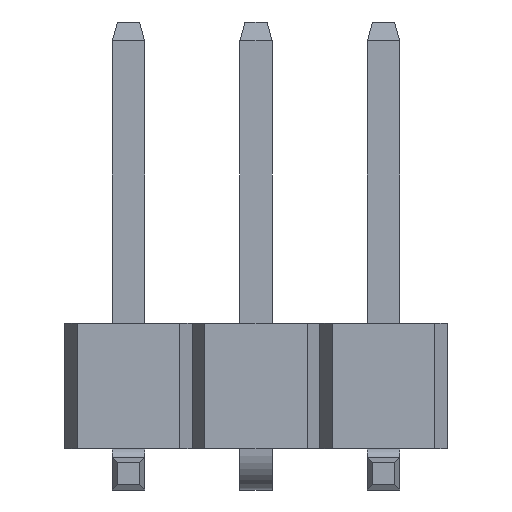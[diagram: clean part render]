
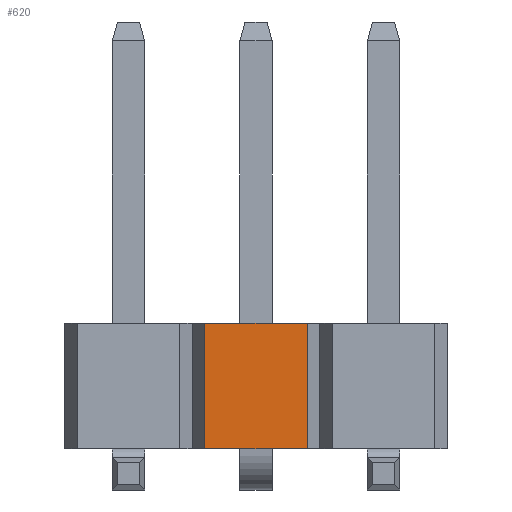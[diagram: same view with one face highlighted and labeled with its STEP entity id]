
A CAD part, front view. The second image highlights one B-rep face of the part: STEP entity #620.
In plain terms, the highlighted planar face has unit normal (0, -1, 0).
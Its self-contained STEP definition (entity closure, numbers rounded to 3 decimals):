
#398 = PLANE ( 'NONE',  #1982 ) ;
#543 = VECTOR ( 'NONE', #1239, 1000. ) ;
#620 = ADVANCED_FACE ( 'NONE', ( #1288 ), #398, .F. ) ;
#650 = LINE ( 'NONE', #1101, #1476 ) ;
#788 = CARTESIAN_POINT ( 'NONE',  ( -22.61, -1.25, 2.5 ) ) ;
#879 = VECTOR ( 'NONE', #2484, 1000. ) ;
#899 = VERTEX_POINT ( 'NONE', #2643 ) ;
#941 = LINE ( 'NONE', #2752, #879 ) ;
#1101 = CARTESIAN_POINT ( 'NONE',  ( -20.57, -1.25, -8.5 ) ) ;
#1171 = ORIENTED_EDGE ( 'NONE', *, *, #1998, .T. ) ;
#1239 = DIRECTION ( 'NONE',  ( 0., 0., 1. ) ) ;
#1276 = CARTESIAN_POINT ( 'NONE',  ( -25.4, -1.25, 2.5 ) ) ;
#1278 = EDGE_CURVE ( 'NONE', #899, #1618, #1658, .T. ) ;
#1288 = FACE_OUTER_BOUND ( 'NONE', #1852, .T. ) ;
#1329 = EDGE_CURVE ( 'NONE', #899, #1351, #941, .T. ) ;
#1351 = VERTEX_POINT ( 'NONE', #1850 ) ;
#1476 = VECTOR ( 'NONE', #1522, 1000. ) ;
#1516 = CARTESIAN_POINT ( 'NONE',  ( -20.57, -1.25, 2.5 ) ) ;
#1522 = DIRECTION ( 'NONE',  ( 0., 0., 1. ) ) ;
#1618 = VERTEX_POINT ( 'NONE', #788 ) ;
#1658 = LINE ( 'NONE', #2802, #543 ) ;
#1683 = CARTESIAN_POINT ( 'NONE',  ( -25.4, -1.25, 2.5 ) ) ;
#1692 = EDGE_CURVE ( 'NONE', #1618, #1814, #2520, .T. ) ;
#1814 = VERTEX_POINT ( 'NONE', #1516 ) ;
#1850 = CARTESIAN_POINT ( 'NONE',  ( -20.57, -1.25, 0. ) ) ;
#1852 = EDGE_LOOP ( 'NONE', ( #2569, #1867, #2701, #1171 ) ) ;
#1867 = ORIENTED_EDGE ( 'NONE', *, *, #1278, .F. ) ;
#1982 = AXIS2_PLACEMENT_3D ( 'NONE', #1276, #2551, #2157 ) ;
#1998 = EDGE_CURVE ( 'NONE', #1351, #1814, #650, .T. ) ;
#2137 = DIRECTION ( 'NONE',  ( 1., 0., 0. ) ) ;
#2157 = DIRECTION ( 'NONE',  ( 0., 0., 1. ) ) ;
#2484 = DIRECTION ( 'NONE',  ( 1., 0., 0. ) ) ;
#2520 = LINE ( 'NONE', #1683, #2868 ) ;
#2551 = DIRECTION ( 'NONE',  ( 0., 1., 0. ) ) ;
#2569 = ORIENTED_EDGE ( 'NONE', *, *, #1692, .F. ) ;
#2643 = CARTESIAN_POINT ( 'NONE',  ( -22.61, -1.25, 0. ) ) ;
#2701 = ORIENTED_EDGE ( 'NONE', *, *, #1329, .T. ) ;
#2752 = CARTESIAN_POINT ( 'NONE',  ( -25.4, -1.25, 0. ) ) ;
#2802 = CARTESIAN_POINT ( 'NONE',  ( -22.61, -1.25, -8.5 ) ) ;
#2868 = VECTOR ( 'NONE', #2137, 1000. ) ;
